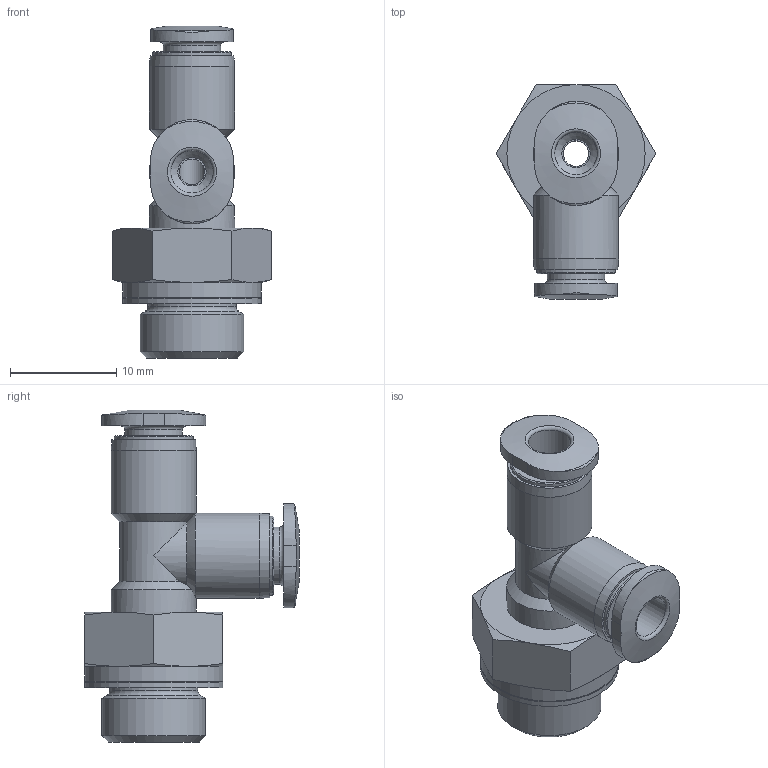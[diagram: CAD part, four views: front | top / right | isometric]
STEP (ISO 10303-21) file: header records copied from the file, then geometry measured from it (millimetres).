
FILE_DESCRIPTION(/* description */ ('STEP AP214'),/* implementation_level */ '2;1');
FILE_NAME(/* name */ '186274_QSMTL-G1_8-4',/* time_stamp */ '2024-09-14T13:42:57+02:00',/* author */ ('License CC BY-ND 4.0'),/* organization */ ('CADENAS'),/* preprocessor_version */ 'ST-DEVELOPER v19.3',/* originating_system */ 'PARTsolutions',/* authorisation */ ' ');
FILE_SCHEMA (('AUTOMOTIVE_DESIGN {1 0 10303 214 3 1 1}'));
Length unit declared in the file: millimetre
Products named in the file (1): 186274 QSMTL-G1/8-4
Bounding box: 15.01 x 20.2 x 31.2 mm (x, y, z)
Volume: 2323.7 mm3; surface area: 2064.3 mm2
Topology: 1 solids, 1 shells, 81 faces, 191 edges, 120 vertices
Faces by surface type: cone 28, cylinder 22, plane 22, torus 9
Full cylindrical faces by diameter (mm): 2.4 x2, 4 x2, 5.4 x2, 7.4 x2, 8 x3, 8.3 x1, 9.728 x1, 13 x2
Entity records: 2724 total; most frequent: CARTESIAN_POINT 508, DIRECTION 330, ORIENTED_EDGE 296, AXIS2_PLACEMENT_3D 156, EDGE_CURVE 148, EDGE_LOOP 126, FACE_BOUND 126, VERTEX_POINT 110
